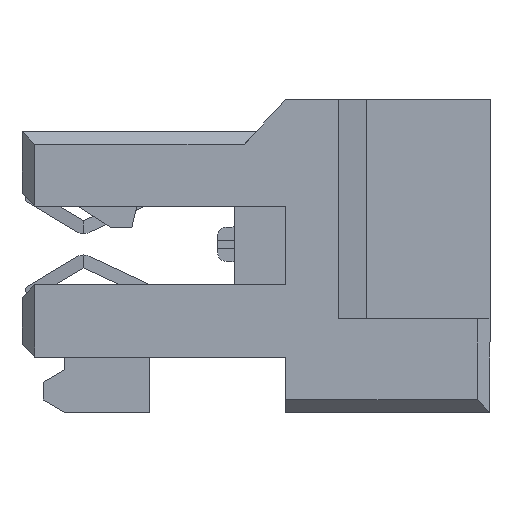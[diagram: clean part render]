
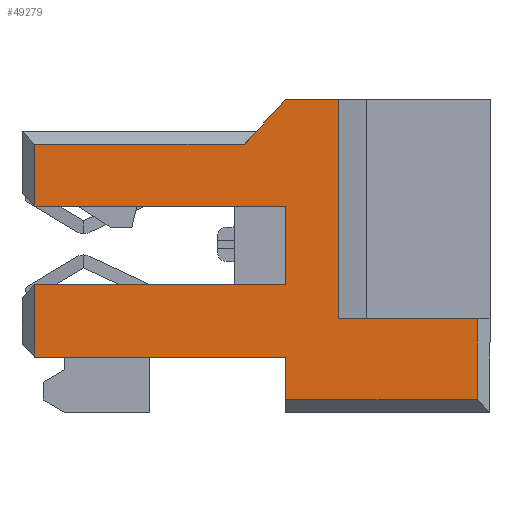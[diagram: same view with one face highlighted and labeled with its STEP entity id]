
A CAD part, left-side view. The second image highlights one B-rep face of the part: STEP entity #49279.
In plain terms, the highlighted face is planar.
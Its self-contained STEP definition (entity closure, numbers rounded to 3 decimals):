
#3658=ORIENTED_EDGE('',*,*,#14430,.T.);
#3659=ORIENTED_EDGE('',*,*,#13555,.T.);
#3660=ORIENTED_EDGE('',*,*,#14437,.T.);
#3661=ORIENTED_EDGE('',*,*,#14438,.T.);
#3662=ORIENTED_EDGE('',*,*,#13743,.T.);
#3663=ORIENTED_EDGE('',*,*,#13738,.T.);
#3664=ORIENTED_EDGE('',*,*,#14421,.T.);
#3665=ORIENTED_EDGE('',*,*,#14439,.T.);
#3666=ORIENTED_EDGE('',*,*,#14440,.T.);
#3667=ORIENTED_EDGE('',*,*,#14441,.T.);
#3668=ORIENTED_EDGE('',*,*,#13551,.T.);
#3669=ORIENTED_EDGE('',*,*,#13548,.T.);
#3670=ORIENTED_EDGE('',*,*,#14427,.T.);
#3671=ORIENTED_EDGE('',*,*,#14442,.T.);
#13548=EDGE_CURVE('',#19055,#19057,#22718,.T.);
#13551=EDGE_CURVE('',#19058,#19055,#22721,.T.);
#13555=EDGE_CURVE('',#19061,#19063,#22725,.T.);
#13738=EDGE_CURVE('',#19198,#19196,#22876,.T.);
#13743=EDGE_CURVE('',#19200,#19198,#22881,.T.);
#14421=EDGE_CURVE('',#19196,#19733,#23511,.T.);
#14427=EDGE_CURVE('',#19057,#19737,#23517,.T.);
#14430=EDGE_CURVE('',#19740,#19061,#23520,.T.);
#14437=EDGE_CURVE('',#19063,#19742,#23527,.T.);
#14438=EDGE_CURVE('',#19742,#19200,#23528,.T.);
#14439=EDGE_CURVE('',#19733,#19743,#23529,.T.);
#14440=EDGE_CURVE('',#19743,#19744,#23530,.T.);
#14441=EDGE_CURVE('',#19744,#19058,#23531,.T.);
#14442=EDGE_CURVE('',#19737,#19740,#23532,.T.);
#19055=VERTEX_POINT('',#65783);
#19057=VERTEX_POINT('',#65787);
#19058=VERTEX_POINT('',#65791);
#19061=VERTEX_POINT('',#65798);
#19063=VERTEX_POINT('',#65802);
#19196=VERTEX_POINT('',#66180);
#19198=VERTEX_POINT('',#66183);
#19200=VERTEX_POINT('',#66189);
#19733=VERTEX_POINT('',#67468);
#19737=VERTEX_POINT('',#67478);
#19740=VERTEX_POINT('',#67486);
#19742=VERTEX_POINT('',#67497);
#19743=VERTEX_POINT('',#67500);
#19744=VERTEX_POINT('',#67502);
#22718=LINE('',#65788,#26928);
#22721=LINE('',#65794,#26931);
#22725=LINE('',#65803,#26935);
#22876=LINE('',#66182,#27086);
#22881=LINE('',#66192,#27091);
#23511=LINE('',#67467,#27721);
#23517=LINE('',#67479,#27727);
#23520=LINE('',#67485,#27730);
#23527=LINE('',#67496,#27737);
#23528=LINE('',#67498,#27738);
#23529=LINE('',#67499,#27739);
#23530=LINE('',#67501,#27740);
#23531=LINE('',#67503,#27741);
#23532=LINE('',#67504,#27742);
#26928=VECTOR('',#54816,1000.);
#26931=VECTOR('',#54821,1000.);
#26935=VECTOR('',#54827,1000.);
#27086=VECTOR('',#55166,1000.);
#27091=VECTOR('',#55173,1000.);
#27721=VECTOR('',#56031,1000.);
#27727=VECTOR('',#56039,1000.);
#27730=VECTOR('',#56044,1000.);
#27737=VECTOR('',#56055,1000.);
#27738=VECTOR('',#56056,1000.);
#27739=VECTOR('',#56057,1000.);
#27740=VECTOR('',#56058,1000.);
#27741=VECTOR('',#56059,1000.);
#27742=VECTOR('',#56060,1000.);
#30935=EDGE_LOOP('',(#3658,#3659,#3660,#3661,#3662,#3663,#3664,#3665,#3666,
#3667,#3668,#3669,#3670,#3671));
#32955=FACE_BOUND('',#30935,.T.);
#34919=PLANE('',#51275);
#49279=ADVANCED_FACE('',(#32955),#34919,.F.);
#51275=AXIS2_PLACEMENT_3D('',#67495,#56053,#56054);
#54816=DIRECTION('',(0.,0.,-1.));
#54821=DIRECTION('',(0.,-1.,0.));
#54827=DIRECTION('',(0.,0.,-1.));
#55166=DIRECTION('',(0.,0.,1.));
#55173=DIRECTION('',(0.,1.,0.));
#56031=DIRECTION('',(0.,-1.,0.));
#56039=DIRECTION('',(0.,1.,0.));
#56044=DIRECTION('',(0.,-1.,0.));
#56053=DIRECTION('',(-1.,0.,0.));
#56054=DIRECTION('',(0.,0.,1.));
#56055=DIRECTION('',(0.,1.,0.));
#56056=DIRECTION('',(0.,0.,-1.));
#56057=DIRECTION('',(0.,0.,1.));
#56058=DIRECTION('',(0.,-1.,0.));
#56059=DIRECTION('',(0.,-0.682,-0.731));
#56060=DIRECTION('',(0.,0.,-1.));
#65783=CARTESIAN_POINT('',(13.75,0.3,2.625));
#65787=CARTESIAN_POINT('',(13.75,0.3,1.175));
#65788=CARTESIAN_POINT('',(13.75,0.3,3.675));
#65791=CARTESIAN_POINT('',(13.75,5.22,2.625));
#65794=CARTESIAN_POINT('',(13.75,11.,2.625));
#65798=CARTESIAN_POINT('',(13.75,0.3,-0.675));
#65802=CARTESIAN_POINT('',(13.75,0.3,-2.375));
#65803=CARTESIAN_POINT('',(13.75,0.3,3.675));
#66180=CARTESIAN_POINT('',(13.75,10.7,-1.475));
#66182=CARTESIAN_POINT('',(13.75,10.7,-1.475));
#66183=CARTESIAN_POINT('',(13.75,10.7,-3.375));
#66189=CARTESIAN_POINT('',(13.75,6.2,-3.375));
#66192=CARTESIAN_POINT('',(13.75,11.,-3.375));
#67467=CARTESIAN_POINT('',(13.75,11.,-1.475));
#67468=CARTESIAN_POINT('',(13.75,7.45,-1.475));
#67478=CARTESIAN_POINT('',(13.75,6.2,1.175));
#67479=CARTESIAN_POINT('',(13.75,0.,1.175));
#67485=CARTESIAN_POINT('',(13.75,6.2,-0.675));
#67486=CARTESIAN_POINT('',(13.75,6.2,-0.675));
#67495=CARTESIAN_POINT('',(13.75,11.,3.675));
#67496=CARTESIAN_POINT('',(13.75,0.,-2.375));
#67497=CARTESIAN_POINT('',(13.75,6.2,-2.375));
#67498=CARTESIAN_POINT('',(13.75,6.2,-2.375));
#67499=CARTESIAN_POINT('',(13.75,7.45,-1.475));
#67500=CARTESIAN_POINT('',(13.75,7.45,3.675));
#67501=CARTESIAN_POINT('',(13.75,11.,3.675));
#67502=CARTESIAN_POINT('',(13.75,6.2,3.675));
#67503=CARTESIAN_POINT('',(13.75,6.2,3.675));
#67504=CARTESIAN_POINT('',(13.75,6.2,1.175));
